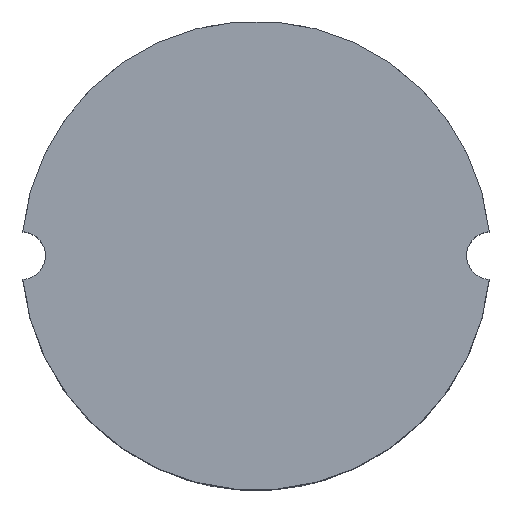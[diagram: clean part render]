
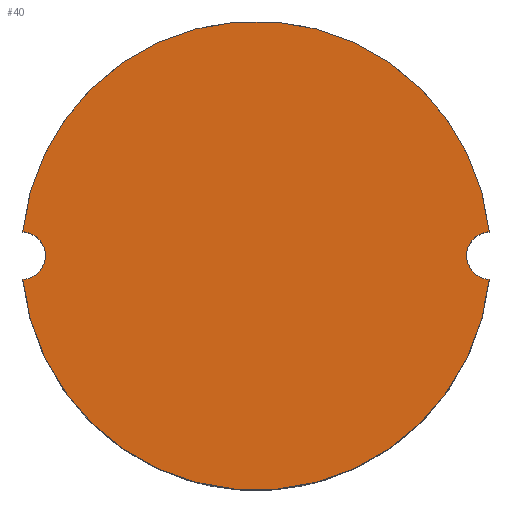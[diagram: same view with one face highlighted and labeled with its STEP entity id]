
A CAD part, top view. The second image highlights one B-rep face of the part: STEP entity #40.
In plain terms, the highlighted planar face has unit normal (0, 0, 1).
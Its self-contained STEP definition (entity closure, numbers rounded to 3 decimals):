
#24 = EDGE_CURVE ( 'NONE', #534, #91, #641, .T. ) ;
#40 = ADVANCED_FACE ( 'NONE', ( #516 ), #288, .T. ) ;
#50 = AXIS2_PLACEMENT_3D ( 'NONE', #250, #610, #296 ) ;
#56 = CARTESIAN_POINT ( 'NONE',  ( 4.9, 0., 5.8 ) ) ;
#57 = DIRECTION ( 'NONE',  ( 0., 0., 1. ) ) ;
#75 = EDGE_CURVE ( 'NONE', #91, #309, #320, .T. ) ;
#91 = VERTEX_POINT ( 'NONE', #179 ) ;
#113 = AXIS2_PLACEMENT_3D ( 'NONE', #609, #295, #657 ) ;
#115 = DIRECTION ( 'NONE',  ( 1., 0., 0. ) ) ;
#120 = CIRCLE ( 'NONE', #50, 4.9 ) ;
#126 = AXIS2_PLACEMENT_3D ( 'NONE', #56, #437, #115 ) ;
#151 = AXIS2_PLACEMENT_3D ( 'NONE', #459, #519, #379 ) ;
#157 = CIRCLE ( 'NONE', #126, 0.5 ) ;
#179 = CARTESIAN_POINT ( 'NONE',  ( -4.4, 0., 5.8 ) ) ;
#180 = CIRCLE ( 'NONE', #590, 4.9 ) ;
#199 = AXIS2_PLACEMENT_3D ( 'NONE', #496, #637, #561 ) ;
#210 = ORIENTED_EDGE ( 'NONE', *, *, #24, .F. ) ;
#234 = EDGE_CURVE ( 'NONE', #534, #475, #120, .T. ) ;
#245 = ORIENTED_EDGE ( 'NONE', *, *, #234, .T. ) ;
#250 = CARTESIAN_POINT ( 'NONE',  ( 0., 0., 5.8 ) ) ;
#288 = PLANE ( 'NONE',  #151 ) ;
#295 = DIRECTION ( 'NONE',  ( 0., 0., 1. ) ) ;
#296 = DIRECTION ( 'NONE',  ( 1., 0., 0. ) ) ;
#309 = VERTEX_POINT ( 'NONE', #669 ) ;
#320 = CIRCLE ( 'NONE', #113, 0.5 ) ;
#346 = CARTESIAN_POINT ( 'NONE',  ( 4.874, -0.499, 5.8 ) ) ;
#370 = EDGE_CURVE ( 'NONE', #588, #309, #180, .T. ) ;
#376 = CARTESIAN_POINT ( 'NONE',  ( -4.874, -0.499, 5.8 ) ) ;
#379 = DIRECTION ( 'NONE',  ( 1., 0., 0. ) ) ;
#386 = CARTESIAN_POINT ( 'NONE',  ( 0., 0., 5.8 ) ) ;
#410 = ORIENTED_EDGE ( 'NONE', *, *, #75, .F. ) ;
#418 = EDGE_CURVE ( 'NONE', #588, #475, #157, .T. ) ;
#437 = DIRECTION ( 'NONE',  ( 0., 0., 1. ) ) ;
#441 = DIRECTION ( 'NONE',  ( 1., 0., 0. ) ) ;
#459 = CARTESIAN_POINT ( 'NONE',  ( 0., 0., 5.8 ) ) ;
#475 = VERTEX_POINT ( 'NONE', #346 ) ;
#496 = CARTESIAN_POINT ( 'NONE',  ( -4.9, 0., 5.8 ) ) ;
#516 = FACE_OUTER_BOUND ( 'NONE', #662, .T. ) ;
#519 = DIRECTION ( 'NONE',  ( 0., 0., 1. ) ) ;
#524 = ORIENTED_EDGE ( 'NONE', *, *, #418, .F. ) ;
#534 = VERTEX_POINT ( 'NONE', #376 ) ;
#561 = DIRECTION ( 'NONE',  ( 1., 0., 0. ) ) ;
#588 = VERTEX_POINT ( 'NONE', #626 ) ;
#590 = AXIS2_PLACEMENT_3D ( 'NONE', #386, #57, #441 ) ;
#609 = CARTESIAN_POINT ( 'NONE',  ( -4.9, 0., 5.8 ) ) ;
#610 = DIRECTION ( 'NONE',  ( 0., 0., 1. ) ) ;
#617 = ORIENTED_EDGE ( 'NONE', *, *, #370, .T. ) ;
#626 = CARTESIAN_POINT ( 'NONE',  ( 4.874, 0.499, 5.8 ) ) ;
#637 = DIRECTION ( 'NONE',  ( 0., 0., 1. ) ) ;
#641 = CIRCLE ( 'NONE', #199, 0.5 ) ;
#657 = DIRECTION ( 'NONE',  ( 1., 0., 0. ) ) ;
#662 = EDGE_LOOP ( 'NONE', ( #524, #617, #410, #210, #245 ) ) ;
#669 = CARTESIAN_POINT ( 'NONE',  ( -4.874, 0.499, 5.8 ) ) ;
